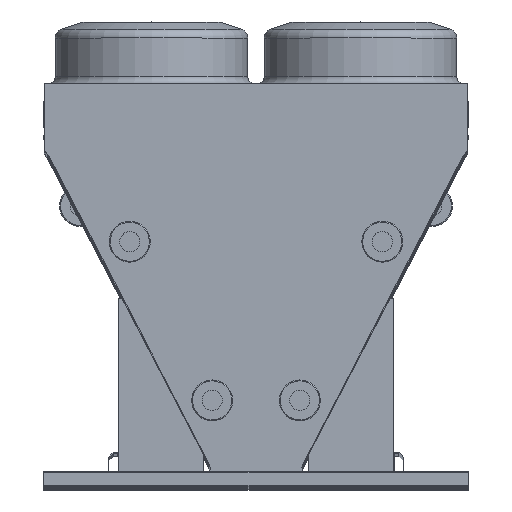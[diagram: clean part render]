
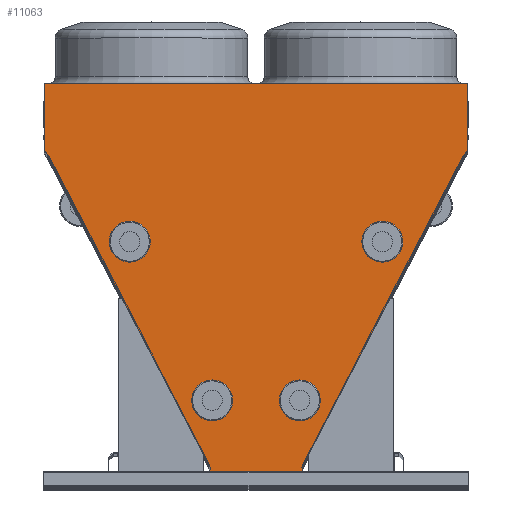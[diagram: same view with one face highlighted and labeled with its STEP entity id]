
A CAD part, top view. The second image highlights one B-rep face of the part: STEP entity #11063.
In plain terms, the highlighted planar face has unit normal (0, 0, 1).
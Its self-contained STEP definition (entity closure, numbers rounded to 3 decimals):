
#26 = VERTEX_POINT ( 'NONE', #6556 ) ;
#341 = CARTESIAN_POINT ( 'NONE',  ( 245.39, 20.232, 0. ) ) ;
#398 = CARTESIAN_POINT ( 'NONE',  ( 1136.15, 2083.62, 0. ) ) ;
#1406 = VERTEX_POINT ( 'NONE', #47690 ) ;
#1562 = EDGE_CURVE ( 'NONE', #44264, #26, #16050, .T. ) ;
#2031 = LINE ( 'NONE', #35489, #42315 ) ;
#2470 = CARTESIAN_POINT ( 'NONE',  ( -1127.739, 1711.053, 0. ) ) ;
#2595 = LINE ( 'NONE', #26067, #22139 ) ;
#2789 = CARTESIAN_POINT ( 'NONE',  ( 279.893, 0., 0. ) ) ;
#2921 = VECTOR ( 'NONE', #26659, 1000. ) ;
#3007 = CARTESIAN_POINT ( 'NONE',  ( -245.403, 20.223, 0. ) ) ;
#3693 = EDGE_CURVE ( 'NONE', #31298, #43284, #23806, .T. ) ;
#3723 = CARTESIAN_POINT ( 'NONE',  ( 1127.607, 1711.053, 0. ) ) ;
#3922 = LINE ( 'NONE', #3007, #22234 ) ;
#3973 = AXIS2_PLACEMENT_3D ( 'NONE', #27473, #35359, #12002 ) ;
#4142 = CARTESIAN_POINT ( 'NONE',  ( -1136.282, 1727.462, 0. ) ) ;
#4348 = EDGE_LOOP ( 'NONE', ( #39090, #20606, #9943, #30258, #4834, #13716, #10920, #16233, #27631, #17524, #14249, #42724, #26697, #34775, #35820, #26352, #21094, #12153 ) ) ;
#4834 = ORIENTED_EDGE ( 'NONE', *, *, #11943, .T. ) ;
#5056 = EDGE_CURVE ( 'NONE', #43284, #5194, #14523, .T. ) ;
#5194 = VERTEX_POINT ( 'NONE', #8434 ) ;
#5638 = VECTOR ( 'NONE', #9850, 1000. ) ;
#6471 = LINE ( 'NONE', #17084, #24771 ) ;
#6556 = CARTESIAN_POINT ( 'NONE',  ( -1127.739, 1711.053, 0. ) ) ;
#7317 = LINE ( 'NONE', #8662, #37209 ) ;
#7562 = CARTESIAN_POINT ( 'NONE',  ( 246.893, 1.482, 0. ) ) ;
#7784 = VECTOR ( 'NONE', #18193, 1000. ) ;
#8434 = CARTESIAN_POINT ( 'NONE',  ( 1136.15, 1727.462, 0. ) ) ;
#8642 = VECTOR ( 'NONE', #31410, 1000. ) ;
#8662 = CARTESIAN_POINT ( 'NONE',  ( 279.893, 1.482, 0. ) ) ;
#9408 = EDGE_CURVE ( 'NONE', #12872, #49184, #3922, .T. ) ;
#9850 = DIRECTION ( 'NONE',  ( 0.462, -0.887, 0. ) ) ;
#9943 = ORIENTED_EDGE ( 'NONE', *, *, #48015, .T. ) ;
#10003 = CARTESIAN_POINT ( 'NONE',  ( -1127.739, 1711.053, 0. ) ) ;
#10264 = VERTEX_POINT ( 'NONE', #21016 ) ;
#10678 = DIRECTION ( 'NONE',  ( 0.462, 0.887, 0. ) ) ;
#10920 = ORIENTED_EDGE ( 'NONE', *, *, #37864, .T. ) ;
#11055 = EDGE_CURVE ( 'NONE', #15971, #44264, #19018, .T. ) ;
#11063 = ADVANCED_FACE ( 'NONE', ( #48872 ), #23583, .F. ) ;
#11113 = VERTEX_POINT ( 'NONE', #398 ) ;
#11897 = EDGE_CURVE ( 'NONE', #5194, #11113, #39069, .T. ) ;
#11943 = EDGE_CURVE ( 'NONE', #49184, #29111, #37841, .T. ) ;
#11984 = CARTESIAN_POINT ( 'NONE',  ( -1126.246, 1711.83, 0. ) ) ;
#12002 = DIRECTION ( 'NONE',  ( -1., 0., 0. ) ) ;
#12141 = EDGE_CURVE ( 'NONE', #21846, #24050, #28012, .T. ) ;
#12153 = ORIENTED_EDGE ( 'NONE', *, *, #17398, .T. ) ;
#12304 = DIRECTION ( 'NONE',  ( 1., 0., 0. ) ) ;
#12417 = VECTOR ( 'NONE', #10678, 1000. ) ;
#12872 = VERTEX_POINT ( 'NONE', #11984 ) ;
#13716 = ORIENTED_EDGE ( 'NONE', *, *, #32036, .T. ) ;
#13727 = VECTOR ( 'NONE', #19775, 1000. ) ;
#14026 = CARTESIAN_POINT ( 'NONE',  ( 279.893, 1.482, 0. ) ) ;
#14249 = ORIENTED_EDGE ( 'NONE', *, *, #45853, .T. ) ;
#14523 = LINE ( 'NONE', #34513, #2921 ) ;
#15343 = DIRECTION ( 'NONE',  ( 0., 1., 0. ) ) ;
#15425 = VERTEX_POINT ( 'NONE', #341 ) ;
#15971 = VERTEX_POINT ( 'NONE', #33015 ) ;
#16050 = LINE ( 'NONE', #10003, #5638 ) ;
#16233 = ORIENTED_EDGE ( 'NONE', *, *, #42108, .T. ) ;
#17084 = CARTESIAN_POINT ( 'NONE',  ( -246.893, 17.358, 0. ) ) ;
#17398 = EDGE_CURVE ( 'NONE', #11113, #15971, #24070, .T. ) ;
#17524 = ORIENTED_EDGE ( 'NONE', *, *, #12141, .T. ) ;
#17696 = VECTOR ( 'NONE', #50057, 1000. ) ;
#18193 = DIRECTION ( 'NONE',  ( 0.887, 0.462, 0. ) ) ;
#18409 = CARTESIAN_POINT ( 'NONE',  ( -245.403, 20.223, 0. ) ) ;
#18633 = EDGE_CURVE ( 'NONE', #37522, #15425, #2595, .T. ) ;
#19018 = LINE ( 'NONE', #4142, #8642 ) ;
#19346 = CARTESIAN_POINT ( 'NONE',  ( 246.893, 17.358, 0. ) ) ;
#19775 = DIRECTION ( 'NONE',  ( -1., 0., 0. ) ) ;
#20415 = DIRECTION ( 'NONE',  ( -1., 0., 0. ) ) ;
#20606 = ORIENTED_EDGE ( 'NONE', *, *, #1562, .T. ) ;
#20992 = DIRECTION ( 'NONE',  ( 0., -1., 0. ) ) ;
#21016 = CARTESIAN_POINT ( 'NONE',  ( -279.893, 0., 0. ) ) ;
#21094 = ORIENTED_EDGE ( 'NONE', *, *, #11897, .T. ) ;
#21541 = LINE ( 'NONE', #22451, #12417 ) ;
#21633 = VECTOR ( 'NONE', #24536, 1000. ) ;
#21846 = VERTEX_POINT ( 'NONE', #2789 ) ;
#21957 = VERTEX_POINT ( 'NONE', #7562 ) ;
#22139 = VECTOR ( 'NONE', #41770, 1000. ) ;
#22219 = DIRECTION ( 'NONE',  ( 0.887, -0.462, 0. ) ) ;
#22234 = VECTOR ( 'NONE', #26355, 1000. ) ;
#22292 = CARTESIAN_POINT ( 'NONE',  ( 1126.218, 1711.776, 0. ) ) ;
#22451 = CARTESIAN_POINT ( 'NONE',  ( 245.39, 20.232, 0. ) ) ;
#22608 = VECTOR ( 'NONE', #22219, 1000. ) ;
#23583 = PLANE ( 'NONE',  #3973 ) ;
#23806 = LINE ( 'NONE', #45597, #22608 ) ;
#24050 = VERTEX_POINT ( 'NONE', #14026 ) ;
#24070 = LINE ( 'NONE', #31351, #13727 ) ;
#24536 = DIRECTION ( 'NONE',  ( 0., -1., 0. ) ) ;
#24771 = VECTOR ( 'NONE', #20992, 1000. ) ;
#25026 = CARTESIAN_POINT ( 'NONE',  ( 1136.15, 2083.62, 0. ) ) ;
#25194 = DIRECTION ( 'NONE',  ( -0.461, -0.887, 0. ) ) ;
#26067 = CARTESIAN_POINT ( 'NONE',  ( 246.893, 17.358, 0. ) ) ;
#26120 = CARTESIAN_POINT ( 'NONE',  ( -1136.282, 1727.462, 0. ) ) ;
#26352 = ORIENTED_EDGE ( 'NONE', *, *, #5056, .T. ) ;
#26355 = DIRECTION ( 'NONE',  ( 0.462, -0.887, 0. ) ) ;
#26659 = DIRECTION ( 'NONE',  ( 0.462, 0.887, 0. ) ) ;
#26696 = CARTESIAN_POINT ( 'NONE',  ( 279.893, 0., 0. ) ) ;
#26697 = ORIENTED_EDGE ( 'NONE', *, *, #18633, .T. ) ;
#27473 = CARTESIAN_POINT ( 'NONE',  ( 0., 0., 0. ) ) ;
#27504 = EDGE_CURVE ( 'NONE', #21957, #37522, #35641, .T. ) ;
#27631 = ORIENTED_EDGE ( 'NONE', *, *, #35789, .T. ) ;
#27970 = EDGE_CURVE ( 'NONE', #15425, #31298, #21541, .T. ) ;
#28012 = LINE ( 'NONE', #26696, #17696 ) ;
#29111 = VERTEX_POINT ( 'NONE', #30482 ) ;
#29477 = DIRECTION ( 'NONE',  ( -1., 0., 0. ) ) ;
#29834 = VECTOR ( 'NONE', #29477, 1000. ) ;
#30258 = ORIENTED_EDGE ( 'NONE', *, *, #9408, .T. ) ;
#30482 = CARTESIAN_POINT ( 'NONE',  ( -246.893, 17.358, 0. ) ) ;
#31083 = LINE ( 'NONE', #48945, #29834 ) ;
#31298 = VERTEX_POINT ( 'NONE', #22292 ) ;
#31351 = CARTESIAN_POINT ( 'NONE',  ( -1136.282, 2083.62, 0. ) ) ;
#31410 = DIRECTION ( 'NONE',  ( 0., -1., 0. ) ) ;
#31999 = LINE ( 'NONE', #40046, #21633 ) ;
#32036 = EDGE_CURVE ( 'NONE', #29111, #41246, #6471, .T. ) ;
#33015 = CARTESIAN_POINT ( 'NONE',  ( -1136.282, 2083.62, 0. ) ) ;
#34513 = CARTESIAN_POINT ( 'NONE',  ( 1127.607, 1711.053, 0. ) ) ;
#34775 = ORIENTED_EDGE ( 'NONE', *, *, #27970, .T. ) ;
#35359 = DIRECTION ( 'NONE',  ( 0., 0., -1. ) ) ;
#35489 = CARTESIAN_POINT ( 'NONE',  ( 279.893, 0., 0. ) ) ;
#35641 = LINE ( 'NONE', #42618, #36862 ) ;
#35789 = EDGE_CURVE ( 'NONE', #10264, #21846, #2031, .T. ) ;
#35820 = ORIENTED_EDGE ( 'NONE', *, *, #3693, .T. ) ;
#36862 = VECTOR ( 'NONE', #15343, 1000. ) ;
#37209 = VECTOR ( 'NONE', #20415, 1000. ) ;
#37522 = VERTEX_POINT ( 'NONE', #19346 ) ;
#37841 = LINE ( 'NONE', #44678, #46991 ) ;
#37864 = EDGE_CURVE ( 'NONE', #41246, #1406, #31083, .T. ) ;
#39069 = LINE ( 'NONE', #25026, #48198 ) ;
#39090 = ORIENTED_EDGE ( 'NONE', *, *, #11055, .T. ) ;
#40046 = CARTESIAN_POINT ( 'NONE',  ( -279.893, 0., 0. ) ) ;
#41171 = CARTESIAN_POINT ( 'NONE',  ( -246.893, 1.482, 0. ) ) ;
#41246 = VERTEX_POINT ( 'NONE', #41171 ) ;
#41770 = DIRECTION ( 'NONE',  ( -0.463, 0.886, 0. ) ) ;
#42108 = EDGE_CURVE ( 'NONE', #1406, #10264, #31999, .T. ) ;
#42315 = VECTOR ( 'NONE', #12304, 1000. ) ;
#42618 = CARTESIAN_POINT ( 'NONE',  ( 246.893, 17.358, 0. ) ) ;
#42724 = ORIENTED_EDGE ( 'NONE', *, *, #27504, .T. ) ;
#43284 = VERTEX_POINT ( 'NONE', #3723 ) ;
#44264 = VERTEX_POINT ( 'NONE', #26120 ) ;
#44500 = DIRECTION ( 'NONE',  ( 0., 1., 0. ) ) ;
#44678 = CARTESIAN_POINT ( 'NONE',  ( -246.893, 17.358, 0. ) ) ;
#45597 = CARTESIAN_POINT ( 'NONE',  ( 1127.607, 1711.053, 0. ) ) ;
#45853 = EDGE_CURVE ( 'NONE', #24050, #21957, #7317, .T. ) ;
#46827 = LINE ( 'NONE', #2470, #7784 ) ;
#46991 = VECTOR ( 'NONE', #25194, 1000. ) ;
#47690 = CARTESIAN_POINT ( 'NONE',  ( -279.893, 1.482, 0. ) ) ;
#48015 = EDGE_CURVE ( 'NONE', #26, #12872, #46827, .T. ) ;
#48198 = VECTOR ( 'NONE', #44500, 1000. ) ;
#48872 = FACE_OUTER_BOUND ( 'NONE', #4348, .T. ) ;
#48945 = CARTESIAN_POINT ( 'NONE',  ( -279.893, 1.482, 0. ) ) ;
#49184 = VERTEX_POINT ( 'NONE', #18409 ) ;
#50057 = DIRECTION ( 'NONE',  ( 0., 1., 0. ) ) ;
